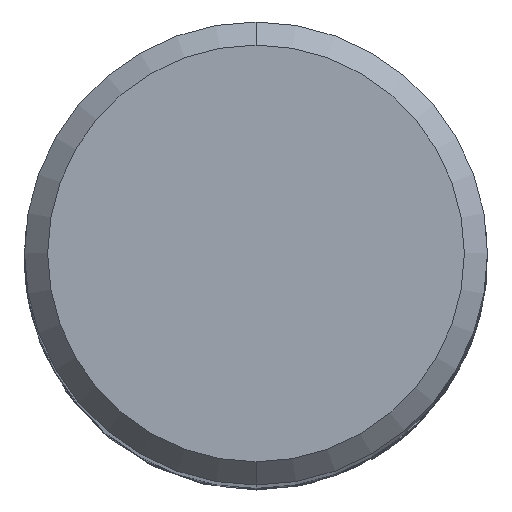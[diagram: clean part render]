
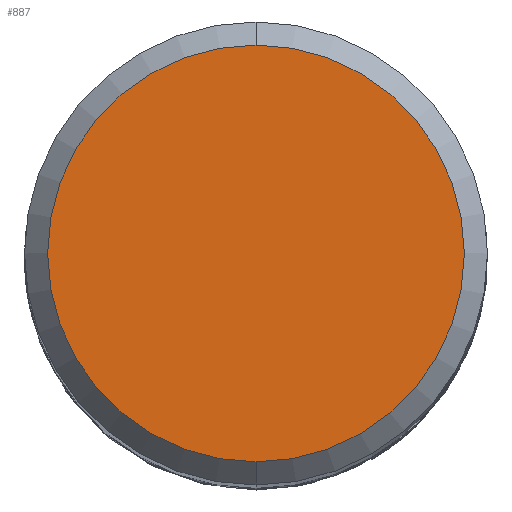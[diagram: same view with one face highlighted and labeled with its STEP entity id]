
A CAD part, top view. The second image highlights one B-rep face of the part: STEP entity #887.
In plain terms, the highlighted planar face has unit normal (0, 0, 1).
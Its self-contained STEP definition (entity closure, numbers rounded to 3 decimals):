
#641=EDGE_CURVE('',#1227,#859,#1513,.T.);
#859=VERTEX_POINT('',#1750);
#887=ADVANCED_FACE('',(#1781),#1782,.T.);
#993=EDGE_CURVE('',#859,#1227,#1903,.T.);
#1227=VERTEX_POINT('',#2155);
#1513=CIRCLE('',#4563,5.4);
#1750=CARTESIAN_POINT('',(0.,-5.4,0.0));
#1781=FACE_OUTER_BOUND('',#7653,.T.);
#1782=PLANE('',#7654);
#1903=CIRCLE('',#8972,5.4);
#2155=CARTESIAN_POINT('',(0.0,5.4,0.0));
#4563=AXIS2_PLACEMENT_3D('',#13103,#13104,#13105);
#7653=EDGE_LOOP('',(#13348,#13349));
#7654=AXIS2_PLACEMENT_3D('',#13350,#13351,#13352);
#8972=AXIS2_PLACEMENT_3D('',#13507,#13508,#13509);
#13103=CARTESIAN_POINT('',(0.0,0.0,0.0));
#13104=DIRECTION('',(0.0,0.0,-1.0));
#13105=DIRECTION('',(0.0,1.0,0.0));
#13348=ORIENTED_EDGE('',*,*,#641,.F.);
#13349=ORIENTED_EDGE('',*,*,#993,.F.);
#13350=CARTESIAN_POINT('',(0.0,2.7,0.0));
#13351=DIRECTION('',(-0.0,0.0,1.0));
#13352=DIRECTION('',(0.0,-1.0,0.0));
#13507=CARTESIAN_POINT('',(0.0,0.0,0.0));
#13508=DIRECTION('',(0.0,0.0,-1.0));
#13509=DIRECTION('',(0.0,1.0,0.0));
